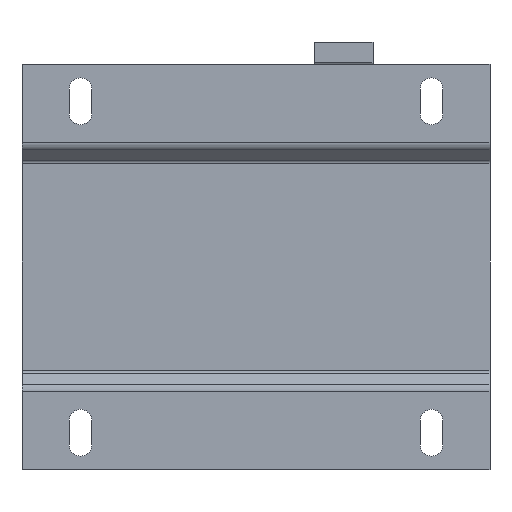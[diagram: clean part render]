
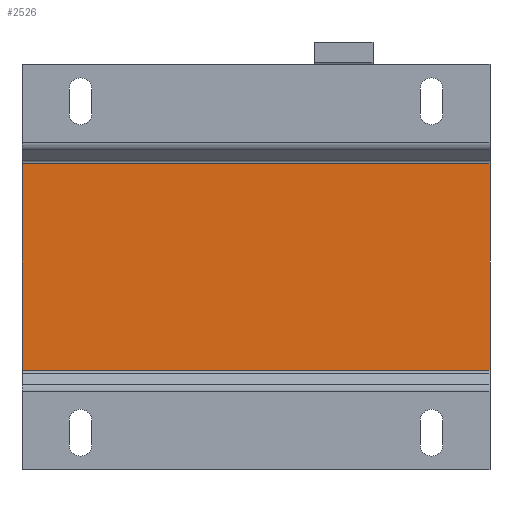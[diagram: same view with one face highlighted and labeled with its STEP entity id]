
A CAD part, front view. The second image highlights one B-rep face of the part: STEP entity #2526.
In plain terms, the highlighted planar face has unit normal (0, -1, 0).
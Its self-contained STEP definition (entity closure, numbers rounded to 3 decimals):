
#537 = PLANE ( 'NONE',  #4977 ) ;
#544 = EDGE_LOOP ( 'NONE', ( #3766, #6010, #3653, #4299 ) ) ;
#1146 = VERTEX_POINT ( 'NONE', #6176 ) ;
#1397 = LINE ( 'NONE', #8029, #6271 ) ;
#1896 = VECTOR ( 'NONE', #7696, 1000. ) ;
#2195 = DIRECTION ( 'NONE',  ( 1., 0., 0. ) ) ;
#2514 = LINE ( 'NONE', #3557, #7446 ) ;
#2526 = ADVANCED_FACE ( 'Defeature ausgef�hrt3_78', ( #2586 ), #537, .F. ) ;
#2586 = FACE_OUTER_BOUND ( 'NONE', #544, .T. ) ;
#3164 = DIRECTION ( 'NONE',  ( 0., 1., 0. ) ) ;
#3239 = DIRECTION ( 'NONE',  ( -1., 0., 0. ) ) ;
#3557 = CARTESIAN_POINT ( 'NONE',  ( 0., -51.5, -26.5 ) ) ;
#3653 = ORIENTED_EDGE ( 'NONE', *, *, #6889, .F. ) ;
#3764 = CARTESIAN_POINT ( 'NONE',  ( -60., -51.5, -26.5 ) ) ;
#3766 = ORIENTED_EDGE ( 'NONE', *, *, #6356, .T. ) ;
#4226 = LINE ( 'NONE', #6346, #4523 ) ;
#4299 = ORIENTED_EDGE ( 'NONE', *, *, #5923, .F. ) ;
#4523 = VECTOR ( 'NONE', #7030, 1000. ) ;
#4605 = CARTESIAN_POINT ( 'NONE',  ( 60., -51.5, -26.5 ) ) ;
#4888 = CARTESIAN_POINT ( 'NONE',  ( 60., -51.5, 26.5 ) ) ;
#4977 = AXIS2_PLACEMENT_3D ( 'NONE', #6360, #3164, #3239 ) ;
#5294 = LINE ( 'NONE', #5672, #1896 ) ;
#5380 = VERTEX_POINT ( 'NONE', #4888 ) ;
#5482 = EDGE_CURVE ( 'Defeature ausgef�hrt3_84+Defeature ausgef�hrt3_78+Defeature ausgef�hrt3_85+Defeature ausgef�hrt3_80', #5380, #6147, #1397, .T. ) ;
#5672 = CARTESIAN_POINT ( 'NONE',  ( 0., -51.5, 26.5 ) ) ;
#5923 = EDGE_CURVE ( 'Defeature ausgef�hrt3_90+Defeature ausgef�hrt3_78+Defeature ausgef�hrt3_80+Defeature ausgef�hrt3_85', #7612, #1146, #4226, .T. ) ;
#6010 = ORIENTED_EDGE ( 'NONE', *, *, #5482, .F. ) ;
#6139 = DIRECTION ( 'NONE',  ( 0., 0., -1. ) ) ;
#6147 = VERTEX_POINT ( 'NONE', #4605 ) ;
#6176 = CARTESIAN_POINT ( 'NONE',  ( -60., -51.5, 26.5 ) ) ;
#6271 = VECTOR ( 'NONE', #6139, 1000. ) ;
#6346 = CARTESIAN_POINT ( 'NONE',  ( -60., -51.5, -52. ) ) ;
#6356 = EDGE_CURVE ( 'Defeature ausgef�hrt3_78+Defeature ausgef�hrt3_80+Defeature ausgef�hrt3_90+Defeature ausgef�hrt3_84', #7612, #6147, #2514, .T. ) ;
#6360 = CARTESIAN_POINT ( 'NONE',  ( 0., -51.5, 0. ) ) ;
#6889 = EDGE_CURVE ( 'Defeature ausgef�hrt3_85+Defeature ausgef�hrt3_78+Defeature ausgef�hrt3_90+Defeature ausgef�hrt3_84', #1146, #5380, #5294, .T. ) ;
#7030 = DIRECTION ( 'NONE',  ( 0., 0., 1. ) ) ;
#7446 = VECTOR ( 'NONE', #2195, 1000. ) ;
#7612 = VERTEX_POINT ( 'NONE', #3764 ) ;
#7696 = DIRECTION ( 'NONE',  ( 1., 0., 0. ) ) ;
#8029 = CARTESIAN_POINT ( 'NONE',  ( 60., -51.5, -52. ) ) ;
